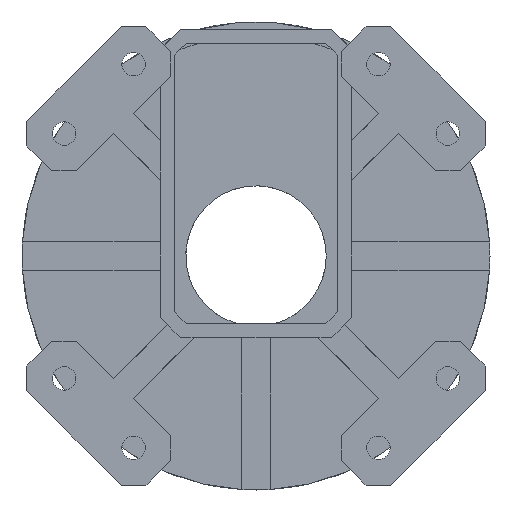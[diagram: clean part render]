
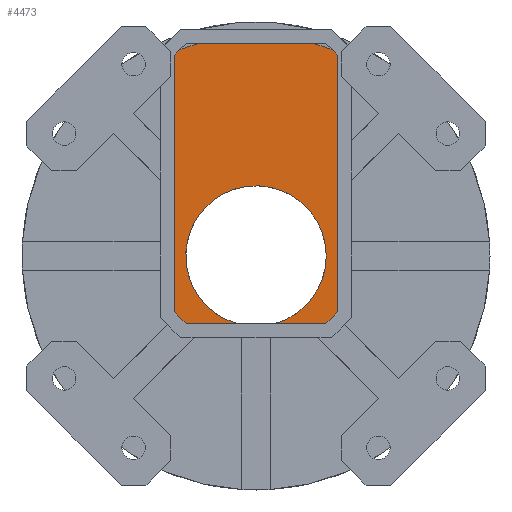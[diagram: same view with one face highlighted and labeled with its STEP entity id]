
A CAD part, front view. The second image highlights one B-rep face of the part: STEP entity #4473.
In plain terms, the highlighted planar face has unit normal (0, -1, 0).
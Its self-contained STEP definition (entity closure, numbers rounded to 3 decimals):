
#277=PLANE('',#4782);
#536=FACE_OUTER_BOUND('',#817,.T.);
#817=EDGE_LOOP('',(#4209,#4210,#4211,#4212,#4213,#4214,#4215,#4216,#4217,
#4218,#4219,#4220,#4221));
#1345=LINE('',#7189,#1887);
#1347=LINE('',#7194,#1889);
#1350=LINE('',#7199,#1892);
#1351=LINE('',#7201,#1893);
#1353=LINE('',#7205,#1895);
#1355=LINE('',#7209,#1897);
#1357=LINE('',#7213,#1899);
#1359=LINE('',#7217,#1901);
#1360=LINE('',#7219,#1902);
#1887=VECTOR('',#5908,10.);
#1889=VECTOR('',#5912,10.);
#1892=VECTOR('',#5917,10.);
#1893=VECTOR('',#5920,10.);
#1895=VECTOR('',#5924,10.);
#1897=VECTOR('',#5928,10.);
#1899=VECTOR('',#5932,10.);
#1901=VECTOR('',#5936,10.);
#1902=VECTOR('',#5937,10.);
#1971=CIRCLE('',#4771,47.);
#1972=CIRCLE('',#4773,47.);
#1973=CIRCLE('',#4783,15.);
#1974=CIRCLE('',#4784,15.);
#2355=VERTEX_POINT('',#7175);
#2356=VERTEX_POINT('',#7177);
#2357=VERTEX_POINT('',#7181);
#2358=VERTEX_POINT('',#7183);
#2359=VERTEX_POINT('',#7191);
#2360=VERTEX_POINT('',#7193);
#2361=VERTEX_POINT('',#7197);
#2362=VERTEX_POINT('',#7203);
#2363=VERTEX_POINT('',#7207);
#2364=VERTEX_POINT('',#7211);
#2365=VERTEX_POINT('',#7215);
#2366=VERTEX_POINT('',#7218);
#2367=VERTEX_POINT('',#7222);
#2963=EDGE_CURVE('',#2355,#2356,#1971,.T.);
#2965=EDGE_CURVE('',#2358,#2357,#1972,.T.);
#2969=EDGE_CURVE('',#2355,#2357,#1345,.T.);
#2971=EDGE_CURVE('',#2359,#2360,#1347,.T.);
#2974=EDGE_CURVE('',#2361,#2359,#1350,.T.);
#2975=EDGE_CURVE('',#2358,#2361,#1351,.T.);
#2977=EDGE_CURVE('',#2362,#2356,#1353,.T.);
#2979=EDGE_CURVE('',#2363,#2362,#1355,.T.);
#2981=EDGE_CURVE('',#2364,#2363,#1357,.T.);
#2983=EDGE_CURVE('',#2365,#2364,#1359,.T.);
#2984=EDGE_CURVE('',#2360,#2366,#1360,.T.);
#2986=EDGE_CURVE('',#2367,#2365,#1973,.T.);
#2987=EDGE_CURVE('',#2366,#2367,#1974,.T.);
#4209=ORIENTED_EDGE('',*,*,#2965,.T.);
#4210=ORIENTED_EDGE('',*,*,#2969,.F.);
#4211=ORIENTED_EDGE('',*,*,#2963,.T.);
#4212=ORIENTED_EDGE('',*,*,#2977,.F.);
#4213=ORIENTED_EDGE('',*,*,#2979,.F.);
#4214=ORIENTED_EDGE('',*,*,#2981,.F.);
#4215=ORIENTED_EDGE('',*,*,#2983,.F.);
#4216=ORIENTED_EDGE('',*,*,#2986,.F.);
#4217=ORIENTED_EDGE('',*,*,#2987,.F.);
#4218=ORIENTED_EDGE('',*,*,#2984,.F.);
#4219=ORIENTED_EDGE('',*,*,#2971,.F.);
#4220=ORIENTED_EDGE('',*,*,#2974,.F.);
#4221=ORIENTED_EDGE('',*,*,#2975,.F.);
#4473=ADVANCED_FACE('',(#536),#277,.F.);
#4771=AXIS2_PLACEMENT_3D('',#7179,#5896,#5897);
#4773=AXIS2_PLACEMENT_3D('',#7184,#5901,#5902);
#4782=AXIS2_PLACEMENT_3D('',#7221,#5939,#5940);
#4783=AXIS2_PLACEMENT_3D('',#7223,#5941,#5942);
#4784=AXIS2_PLACEMENT_3D('',#7224,#5943,#5944);
#5896=DIRECTION('center_axis',(0.,-1.,0.));
#5897=DIRECTION('ref_axis',(-1.,0.,0.));
#5901=DIRECTION('center_axis',(0.,-1.,0.));
#5902=DIRECTION('ref_axis',(-1.,0.,0.));
#5908=DIRECTION('',(1.,0.,0.));
#5912=DIRECTION('',(-0.707,0.,-0.707));
#5917=DIRECTION('',(0.,0.,-1.));
#5920=DIRECTION('',(0.707,0.,-0.707));
#5924=DIRECTION('',(0.707,0.,0.707));
#5928=DIRECTION('',(0.,0.,1.));
#5932=DIRECTION('',(-0.707,0.,0.707));
#5936=DIRECTION('',(-1.,0.,0.));
#5937=DIRECTION('',(-1.,0.,0.));
#5939=DIRECTION('center_axis',(0.,1.,0.));
#5940=DIRECTION('ref_axis',(-1.,0.,0.));
#5941=DIRECTION('center_axis',(0.,-1.,0.));
#5942=DIRECTION('ref_axis',(-1.,0.,0.));
#5943=DIRECTION('center_axis',(0.,-1.,0.));
#5944=DIRECTION('ref_axis',(-1.,0.,0.));
#7175=CARTESIAN_POINT('',(-11.971,44.857,46.27));
#7177=CARTESIAN_POINT('',(-16.277,44.857,44.911));
#7179=CARTESIAN_POINT('Origin',(0.,44.857,0.82));
#7181=CARTESIAN_POINT('',(11.971,44.857,46.27));
#7183=CARTESIAN_POINT('',(16.277,44.857,44.911));
#7184=CARTESIAN_POINT('Origin',(0.,44.857,0.82));
#7189=CARTESIAN_POINT('',(-14.919,44.857,46.27));
#7191=CARTESIAN_POINT('',(17.45,44.857,-11.099));
#7193=CARTESIAN_POINT('',(14.919,44.857,-13.63));
#7194=CARTESIAN_POINT('',(17.45,44.857,-11.099));
#7197=CARTESIAN_POINT('',(17.45,44.857,43.738));
#7199=CARTESIAN_POINT('',(17.45,44.857,43.738));
#7201=CARTESIAN_POINT('',(14.919,44.857,46.27));
#7203=CARTESIAN_POINT('',(-17.45,44.857,43.738));
#7205=CARTESIAN_POINT('',(-17.45,44.857,43.738));
#7207=CARTESIAN_POINT('',(-17.45,44.857,-11.099));
#7209=CARTESIAN_POINT('',(-17.45,44.857,-11.099));
#7211=CARTESIAN_POINT('',(-14.919,44.857,-13.63));
#7213=CARTESIAN_POINT('',(-14.919,44.857,-13.63));
#7215=CARTESIAN_POINT('',(-4.025,44.857,-13.63));
#7217=CARTESIAN_POINT('',(14.919,44.857,-13.63));
#7218=CARTESIAN_POINT('',(4.025,44.857,-13.63));
#7219=CARTESIAN_POINT('',(14.919,44.857,-13.63));
#7221=CARTESIAN_POINT('Origin',(0.,44.857,
16.32));
#7222=CARTESIAN_POINT('',(15.,44.857,0.82));
#7223=CARTESIAN_POINT('Origin',(0.,44.857,0.82));
#7224=CARTESIAN_POINT('Origin',(0.,44.857,0.82));
